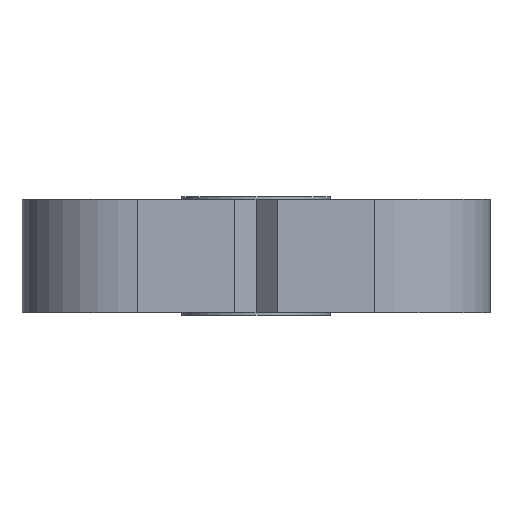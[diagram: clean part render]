
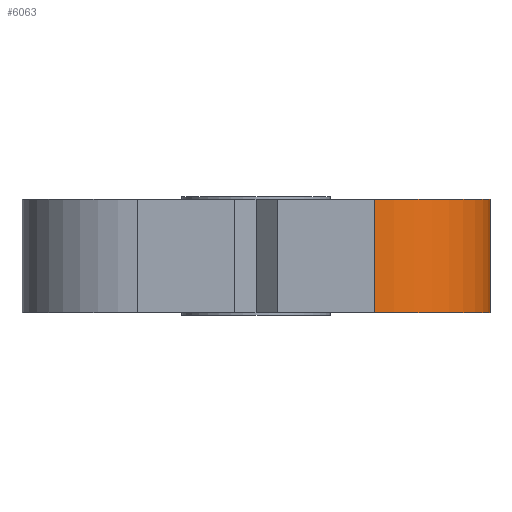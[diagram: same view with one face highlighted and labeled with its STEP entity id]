
A CAD part, front view. The second image highlights one B-rep face of the part: STEP entity #6063.
In plain terms, the highlighted cylindrical face has radius 6.2 mm (diameter 12.4 mm), a partial arc.
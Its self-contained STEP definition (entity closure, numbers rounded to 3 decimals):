
#76 = EDGE_LOOP ( 'NONE', ( #1574, #1629, #1693, #1713 ) ) ;
#468 = VECTOR ( 'NONE', #2622, 1000. ) ;
#508 = LINE ( 'NONE', #1483, #468 ) ;
#512 = CIRCLE ( 'NONE', #6447, 6.2 ) ;
#579 = CIRCLE ( 'NONE', #6456, 6.2 ) ;
#625 = DIRECTION ( 'NONE',  ( 0., 0., 1. ) ) ;
#700 = VERTEX_POINT ( 'NONE', #2035 ) ;
#754 = CARTESIAN_POINT ( 'NONE',  ( 12.55, -6.35, 3.05 ) ) ;
#997 = CARTESIAN_POINT ( 'NONE',  ( 6.35, -6.35, -3.05 ) ) ;
#1055 = VECTOR ( 'NONE', #625, 1000. ) ;
#1088 = LINE ( 'NONE', #6473, #1055 ) ;
#1483 = CARTESIAN_POINT ( 'NONE',  ( 6.35, -12.55, -38.547 ) ) ;
#1506 = DIRECTION ( 'NONE',  ( 1., 0., 0. ) ) ;
#1574 = ORIENTED_EDGE ( 'NONE', *, *, #2487, .F. ) ;
#1629 = ORIENTED_EDGE ( 'NONE', *, *, #2488, .F. ) ;
#1693 = ORIENTED_EDGE ( 'NONE', *, *, #2181, .T. ) ;
#1713 = ORIENTED_EDGE ( 'NONE', *, *, #2462, .F. ) ;
#2035 = CARTESIAN_POINT ( 'NONE',  ( 12.55, -6.35, -3.05 ) ) ;
#2181 = EDGE_CURVE ( 'NONE', #700, #5740, #1088, .T. ) ;
#2269 = CARTESIAN_POINT ( 'NONE',  ( 6.35, -12.55, -3.05 ) ) ;
#2462 = EDGE_CURVE ( 'NONE', #3484, #5740, #579, .T. ) ;
#2487 = EDGE_CURVE ( 'NONE', #6472, #3484, #508, .T. ) ;
#2488 = EDGE_CURVE ( 'NONE', #700, #6472, #512, .T. ) ;
#2622 = DIRECTION ( 'NONE',  ( 0., 0., 1. ) ) ;
#3149 = CARTESIAN_POINT ( 'NONE',  ( 6.35, -6.35, 3.05 ) ) ;
#3484 = VERTEX_POINT ( 'NONE', #4505 ) ;
#3647 = DIRECTION ( 'NONE',  ( 1., 0., 0. ) ) ;
#3683 = CARTESIAN_POINT ( 'NONE',  ( 6.35, -6.35, -38.547 ) ) ;
#3882 = AXIS2_PLACEMENT_3D ( 'NONE', #3683, #4239, #7199 ) ;
#4239 = DIRECTION ( 'NONE',  ( 0., 0., 1. ) ) ;
#4505 = CARTESIAN_POINT ( 'NONE',  ( 6.35, -12.55, 3.05 ) ) ;
#4582 = CYLINDRICAL_SURFACE ( 'NONE', #3882, 6.2 ) ;
#4650 = FACE_OUTER_BOUND ( 'NONE', #76, .T. ) ;
#4819 = DIRECTION ( 'NONE',  ( 0., 0., -1. ) ) ;
#5740 = VERTEX_POINT ( 'NONE', #754 ) ;
#6063 = ADVANCED_FACE ( 'NONE', ( #4650 ), #4582, .T. ) ;
#6447 = AXIS2_PLACEMENT_3D ( 'NONE', #997, #4819, #1506 ) ;
#6456 = AXIS2_PLACEMENT_3D ( 'NONE', #3149, #7159, #3647 ) ;
#6472 = VERTEX_POINT ( 'NONE', #2269 ) ;
#6473 = CARTESIAN_POINT ( 'NONE',  ( 12.55, -6.35, -38.547 ) ) ;
#7159 = DIRECTION ( 'NONE',  ( 0., 0., 1. ) ) ;
#7199 = DIRECTION ( 'NONE',  ( 1., 0., 0. ) ) ;
